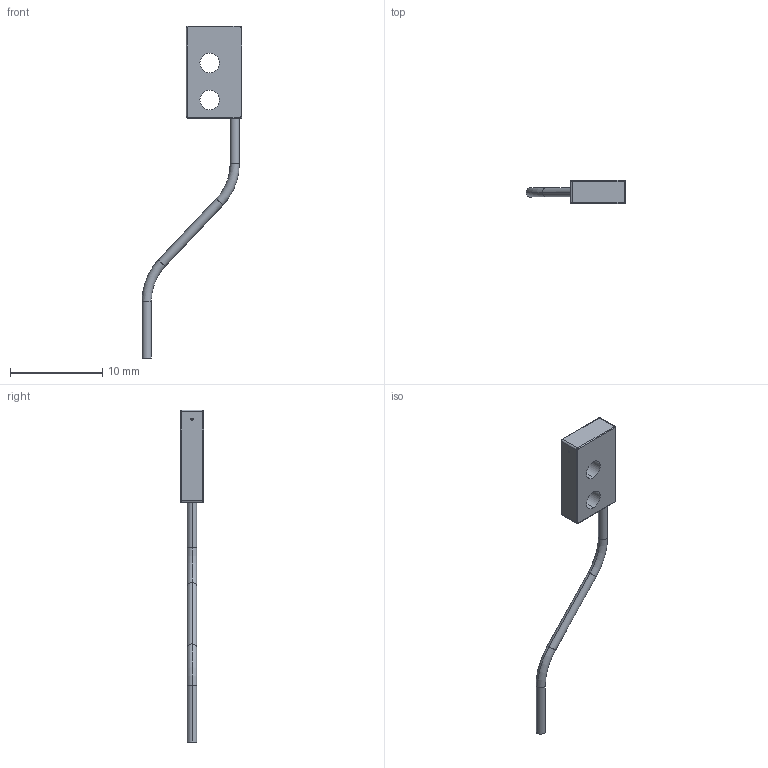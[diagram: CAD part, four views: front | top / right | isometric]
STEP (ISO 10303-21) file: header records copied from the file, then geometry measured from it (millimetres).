
FILE_DESCRIPTION (( 'STEP AP203' ), '1' );
FILE_NAME ('PT-W57UF.STEP', '2016-06-30T03:02:53', ( '' ), ( '' ), 'SwSTEP 2.0', 'SolidWorks 2013', '' );
FILE_SCHEMA (( 'CONFIG_CONTROL_DESIGN' ));
Length unit declared in the file: millimetre
Products named in the file (1): PT-W57UF
Bounding box: 10.81 x 2.5 x 35.92 mm (x, y, z)
Volume: 151.5 mm3; surface area: 303.6 mm2
Topology: 1 solids, 1 shells, 48 faces, 104 edges, 60 vertices
Faces by surface type: cylinder 24, torus 12, plane 8, cone 4
Entity records: 1393 total; most frequent: DIRECTION 266, CARTESIAN_POINT 213, ORIENTED_EDGE 208, AXIS2_PLACEMENT_3D 113, EDGE_CURVE 104, CIRCLE 64, VERTEX_POINT 60, EDGE_LOOP 54
